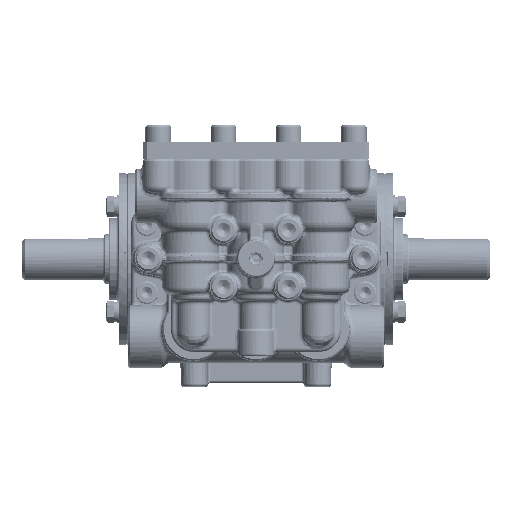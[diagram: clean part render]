
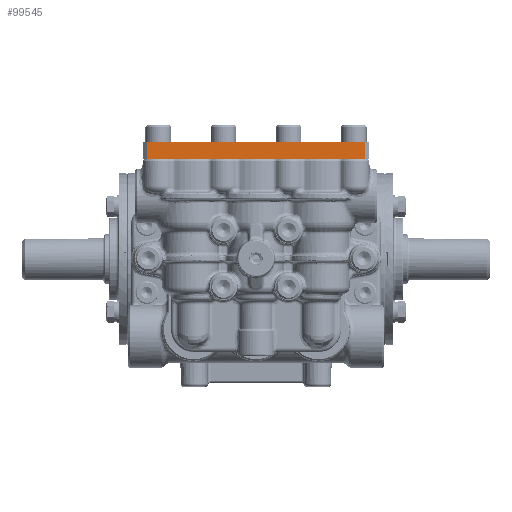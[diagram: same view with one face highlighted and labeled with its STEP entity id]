
A CAD part, top view. The second image highlights one B-rep face of the part: STEP entity #99545.
In plain terms, the highlighted planar face has unit normal (0, 0, 1).
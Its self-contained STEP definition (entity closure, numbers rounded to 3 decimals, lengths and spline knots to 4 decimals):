
#8066 = ORIENTED_EDGE ( 'NONE', *, *, #157651, .T. ) ;
#17609 = LINE ( 'NONE', #270152, #260768 ) ;
#25964 = DIRECTION ( 'NONE',  ( 0., -1., 0. ) ) ;
#35204 = DIRECTION ( 'NONE',  ( 1., 0., 0. ) ) ;
#46387 = EDGE_CURVE ( 'NONE', #152734, #148932, #262475, .T. ) ;
#48127 = CARTESIAN_POINT ( 'NONE',  ( -3.0315, 2.7559, 12.9724 ) ) ;
#54600 = CARTESIAN_POINT ( 'NONE',  ( -3.1496, 3.2283, 12.9724 ) ) ;
#66574 = DIRECTION ( 'NONE',  ( 0., 1., 0. ) ) ;
#81176 = CARTESIAN_POINT ( 'NONE',  ( -3.1496, 3.2283, 12.9724 ) ) ;
#99545 = ADVANCED_FACE ( 'NONE', ( #250837 ), #212035, .F. ) ;
#107039 = VECTOR ( 'NONE', #25964, 39.3701 ) ;
#112409 = CARTESIAN_POINT ( 'NONE',  ( -3.0315, 3.2283, 12.9724 ) ) ;
#132493 = VERTEX_POINT ( 'NONE', #227319 ) ;
#138144 = VERTEX_POINT ( 'NONE', #48127 ) ;
#145164 = DIRECTION ( 'NONE',  ( -1., 0., 0. ) ) ;
#148932 = VERTEX_POINT ( 'NONE', #274680 ) ;
#152734 = VERTEX_POINT ( 'NONE', #112409 ) ;
#157651 = EDGE_CURVE ( 'NONE', #138144, #132493, #239155, .T. ) ;
#159053 = EDGE_CURVE ( 'NONE', #132493, #148932, #17609, .T. ) ;
#176487 = VECTOR ( 'NONE', #35204, 39.3701 ) ;
#187221 = ORIENTED_EDGE ( 'NONE', *, *, #159053, .T. ) ;
#207734 = ORIENTED_EDGE ( 'NONE', *, *, #262285, .T. ) ;
#208082 = VECTOR ( 'NONE', #216812, 39.3701 ) ;
#212035 = PLANE ( 'NONE',  #270990 ) ;
#216812 = DIRECTION ( 'NONE',  ( 1., 0., 0. ) ) ;
#226565 = LINE ( 'NONE', #269734, #107039 ) ;
#227319 = CARTESIAN_POINT ( 'NONE',  ( 3.0315, 2.7559, 12.9724 ) ) ;
#232890 = DIRECTION ( 'NONE',  ( 0., 0., -1. ) ) ;
#239155 = LINE ( 'NONE', #286702, #208082 ) ;
#250837 = FACE_OUTER_BOUND ( 'NONE', #279034, .T. ) ;
#260768 = VECTOR ( 'NONE', #66574, 39.3701 ) ;
#262285 = EDGE_CURVE ( 'NONE', #152734, #138144, #226565, .T. ) ;
#262475 = LINE ( 'NONE', #81176, #176487 ) ;
#269734 = CARTESIAN_POINT ( 'NONE',  ( -3.0315, 3.2283, 12.9724 ) ) ;
#270152 = CARTESIAN_POINT ( 'NONE',  ( 3.0315, 3.2283, 12.9724 ) ) ;
#270990 = AXIS2_PLACEMENT_3D ( 'NONE', #54600, #232890, #145164 ) ;
#274680 = CARTESIAN_POINT ( 'NONE',  ( 3.0315, 3.2283, 12.9724 ) ) ;
#279034 = EDGE_LOOP ( 'NONE', ( #291300, #207734, #8066, #187221 ) ) ;
#286702 = CARTESIAN_POINT ( 'NONE',  ( -3.1496, 2.7559, 12.9724 ) ) ;
#291300 = ORIENTED_EDGE ( 'NONE', *, *, #46387, .F. ) ;
